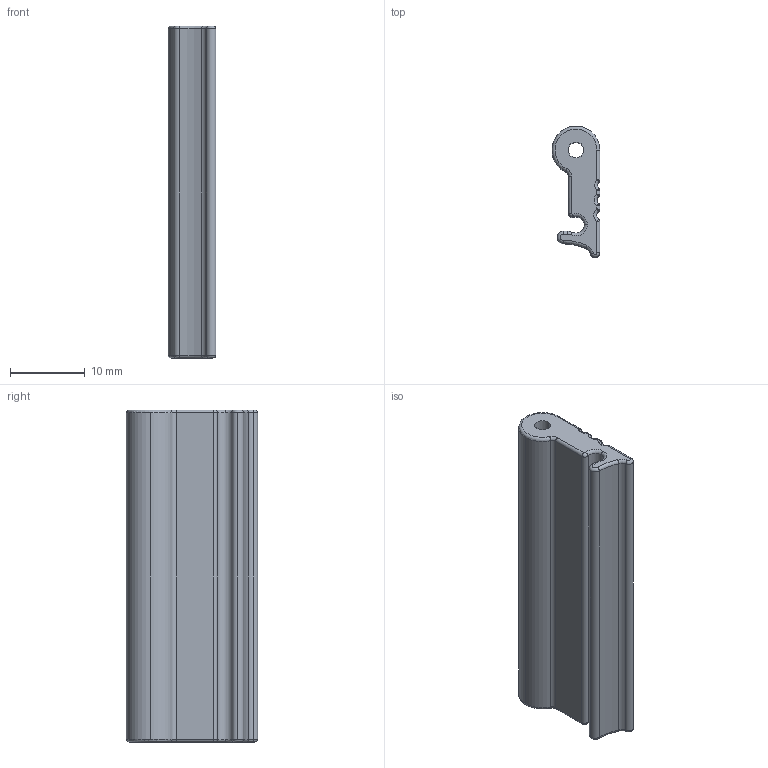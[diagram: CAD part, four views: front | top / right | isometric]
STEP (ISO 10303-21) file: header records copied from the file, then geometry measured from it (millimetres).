
FILE_DESCRIPTION (( 'STEP AP214' ), '1' );
FILE_NAME ('Latch.STEP', '2024-06-05T17:06:12', ( '' ), ( '' ), 'SwSTEP 2.0', 'SolidWorks 2022', '' );
FILE_SCHEMA (( 'AUTOMOTIVE_DESIGN' ));
Length unit declared in the file: millimetre
Products named in the file (1): Latch
Bounding box: 6.41 x 17.55 x 44.4 mm (x, y, z)
Volume: 3132.4 mm3; surface area: 2586.9 mm2
Topology: 1 solids, 1 shells, 83 faces, 195 edges, 102 vertices
Faces by surface type: cylinder 37, torus 26, bspline 12, plane 8
Entity records: 2583 total; most frequent: CARTESIAN_POINT 761, DIRECTION 399, ORIENTED_EDGE 366, EDGE_CURVE 183, AXIS2_PLACEMENT_3D 172, VERTEX_POINT 102, CIRCLE 100, EDGE_LOOP 85
